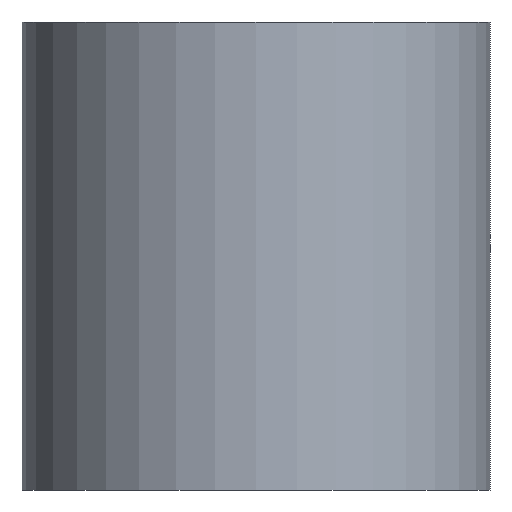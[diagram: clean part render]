
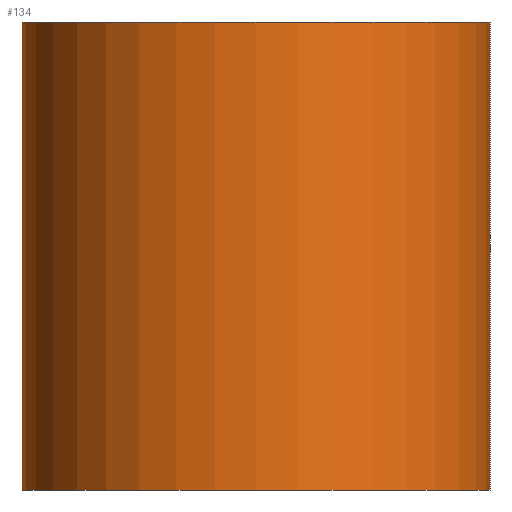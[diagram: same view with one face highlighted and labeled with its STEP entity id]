
A CAD part, front view. The second image highlights one B-rep face of the part: STEP entity #134.
In plain terms, the highlighted cylindrical face has radius 15 mm (diameter 30 mm), a full revolution.
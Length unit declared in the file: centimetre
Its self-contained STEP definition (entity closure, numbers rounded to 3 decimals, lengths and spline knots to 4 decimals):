
#45=VERTEX_POINT('',#207);
#47=VERTEX_POINT('',#213);
#55=CIRCLE('',#148,1.5);
#57=CIRCLE('',#152,1.5);
#65=EDGE_CURVE('',#45,#45,#55,.T.);
#67=EDGE_CURVE('',#47,#47,#57,.T.);
#84=ORIENTED_EDGE('',*,*,#67,.T.);
#85=ORIENTED_EDGE('',*,*,#65,.T.);
#104=EDGE_LOOP('',(#84));
#105=EDGE_LOOP('',(#85));
#124=FACE_BOUND('',#104,.T.);
#125=FACE_BOUND('',#105,.T.);
#134=ADVANCED_FACE('',(#124,#125),#218,.T.);
#148=AXIS2_PLACEMENT_3D('',#206,#176,#177);
#151=AXIS2_PLACEMENT_3D('',#211,#182,#183);
#152=AXIS2_PLACEMENT_3D('',#212,#184,#185);
#176=DIRECTION('',(0.,0.,1.));
#177=DIRECTION('',(1.5,0.,0.));
#182=DIRECTION('',(0.,0.,1.));
#183=DIRECTION('',(1.5,0.,0.));
#184=DIRECTION('',(0.,0.,-1.));
#185=DIRECTION('',(1.5,0.,0.));
#206=CARTESIAN_POINT('',(0.,0.,0.));
#207=CARTESIAN_POINT('',(1.5,0.,0.));
#211=CARTESIAN_POINT('',(0.,0.,0.));
#212=CARTESIAN_POINT('',(0.,0.,3.));
#213=CARTESIAN_POINT('',(1.5,0.,3.));
#218=CYLINDRICAL_SURFACE('',#151,1.5);
